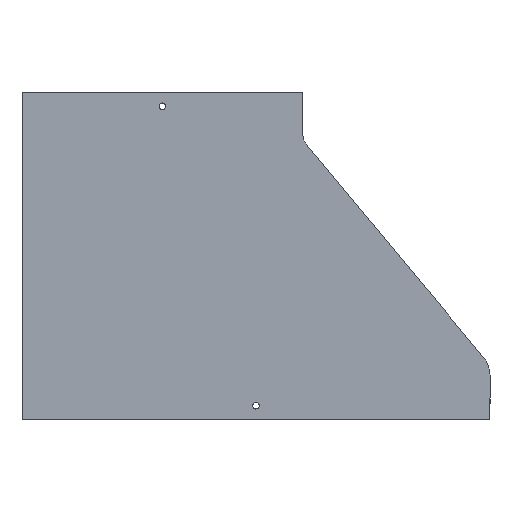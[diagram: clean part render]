
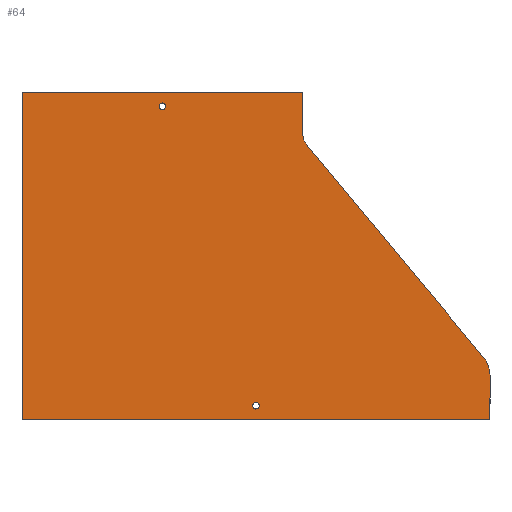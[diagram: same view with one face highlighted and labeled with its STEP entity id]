
A CAD part, front view. The second image highlights one B-rep face of the part: STEP entity #64.
In plain terms, the highlighted planar face has unit normal (0, -1, 0).
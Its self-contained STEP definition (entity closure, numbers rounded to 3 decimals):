
#64 = ADVANCED_FACE ( 'NONE', ( #1142, #1147, #1140 ), #538, .F. ) ;
#68 = CARTESIAN_POINT ( 'NONE',  ( 250., 0., -335. ) ) ;
#69 = DIRECTION ( 'NONE',  ( 0., -1., 0. ) ) ;
#70 = DIRECTION ( 'NONE',  ( 0., 0., -1. ) ) ;
#74 = CARTESIAN_POINT ( 'NONE',  ( -500., 0., -350. ) ) ;
#75 = DIRECTION ( 'NONE',  ( -1., 0., 0. ) ) ;
#80 = CARTESIAN_POINT ( 'NONE',  ( -300., 0., 0. ) ) ;
#81 = DIRECTION ( 'NONE',  ( 1., 0., 0. ) ) ;
#110 = CARTESIAN_POINT ( 'NONE',  ( 150., 0., -18.5 ) ) ;
#111 = CARTESIAN_POINT ( 'NONE',  ( 250., 0., -338.5 ) ) ;
#160 = AXIS2_PLACEMENT_3D ( 'NONE', #68, #69, #70 ) ;
#161 = AXIS2_PLACEMENT_3D ( 'NONE', #1371, #1372, #1373 ) ;
#162 = AXIS2_PLACEMENT_3D ( 'NONE', #1366, #1367, #1368 ) ;
#163 = AXIS2_PLACEMENT_3D ( 'NONE', #1362, #1363, #1364 ) ;
#214 = AXIS2_PLACEMENT_3D ( 'NONE', #541, #547, #526 ) ;
#438 = CARTESIAN_POINT ( 'NONE',  ( 0., 0., 0. ) ) ;
#459 = CARTESIAN_POINT ( 'NONE',  ( 500., 0., -350. ) ) ;
#482 = CARTESIAN_POINT ( 'NONE',  ( 500., 0., -302.241 ) ) ;
#499 = CARTESIAN_POINT ( 'NONE',  ( 0., 0., -350. ) ) ;
#507 = CARTESIAN_POINT ( 'NONE',  ( 300., 0., -44.139 ) ) ;
#518 = CARTESIAN_POINT ( 'NONE',  ( 493.047, 0., -283.035 ) ) ;
#526 = DIRECTION ( 'NONE',  ( 0., 0., 1. ) ) ;
#538 = PLANE ( 'NONE',  #214 ) ;
#541 = CARTESIAN_POINT ( 'NONE',  ( -320., 0., -44.139 ) ) ;
#547 = DIRECTION ( 'NONE',  ( 0., 1., 0. ) ) ;
#557 = CARTESIAN_POINT ( 'NONE',  ( 300., 0., 0. ) ) ;
#561 = CARTESIAN_POINT ( 'NONE',  ( 304.636, 0., -56.942 ) ) ;
#671 = ORIENTED_EDGE ( 'NONE', *, *, #1525, .F. ) ;
#672 = ORIENTED_EDGE ( 'NONE', *, *, #1522, .F. ) ;
#673 = ORIENTED_EDGE ( 'NONE', *, *, #1531, .F. ) ;
#674 = ORIENTED_EDGE ( 'NONE', *, *, #1521, .F. ) ;
#675 = ORIENTED_EDGE ( 'NONE', *, *, #1528, .F. ) ;
#676 = ORIENTED_EDGE ( 'NONE', *, *, #1471, .T. ) ;
#677 = ORIENTED_EDGE ( 'NONE', *, *, #1520, .T. ) ;
#678 = ORIENTED_EDGE ( 'NONE', *, *, #1519, .T. ) ;
#679 = ORIENTED_EDGE ( 'NONE', *, *, #1518, .T. ) ;
#680 = ORIENTED_EDGE ( 'NONE', *, *, #1485, .T. ) ;
#891 = EDGE_LOOP ( 'NONE', ( #673, #674, #675, #676, #677, #678, #679, #680 ) ) ;
#895 = EDGE_LOOP ( 'NONE', ( #671 ) ) ;
#939 = EDGE_LOOP ( 'NONE', ( #672 ) ) ;
#965 = VERTEX_POINT ( 'NONE', #561 ) ;
#969 = VERTEX_POINT ( 'NONE', #557 ) ;
#995 = VERTEX_POINT ( 'NONE', #459 ) ;
#1012 = VERTEX_POINT ( 'NONE', #482 ) ;
#1023 = VERTEX_POINT ( 'NONE', #499 ) ;
#1032 = VERTEX_POINT ( 'NONE', #518 ) ;
#1033 = VERTEX_POINT ( 'NONE', #438 ) ;
#1045 = VERTEX_POINT ( 'NONE', #507 ) ;
#1140 = FACE_OUTER_BOUND ( 'NONE', #891, .T. ) ;
#1142 = FACE_BOUND ( 'NONE', #895, .T. ) ;
#1147 = FACE_BOUND ( 'NONE', #939, .T. ) ;
#1253 = CARTESIAN_POINT ( 'NONE',  ( 500., 0., -302.241 ) ) ;
#1254 = DIRECTION ( 'NONE',  ( 0., 0., 1. ) ) ;
#1276 = CARTESIAN_POINT ( 'NONE',  ( 300., 0., 0. ) ) ;
#1286 = DIRECTION ( 'NONE',  ( 0., 0., 1. ) ) ;
#1352 = DIRECTION ( 'NONE',  ( -0.64, 0., 0.768 ) ) ;
#1358 = CARTESIAN_POINT ( 'NONE',  ( 304.636, 0., -56.942 ) ) ;
#1360 = CARTESIAN_POINT ( 'NONE',  ( 0., 0., 0. ) ) ;
#1361 = DIRECTION ( 'NONE',  ( 0., 0., 1. ) ) ;
#1362 = CARTESIAN_POINT ( 'NONE',  ( 320., 0., -44.139 ) ) ;
#1363 = DIRECTION ( 'NONE',  ( 0., 1., 0. ) ) ;
#1364 = DIRECTION ( 'NONE',  ( 0., 0., 1. ) ) ;
#1366 = CARTESIAN_POINT ( 'NONE',  ( 470., 0., -302.241 ) ) ;
#1367 = DIRECTION ( 'NONE',  ( 0., -1., 0. ) ) ;
#1368 = DIRECTION ( 'NONE',  ( 0., 0., 1. ) ) ;
#1371 = CARTESIAN_POINT ( 'NONE',  ( 150., 0., -15. ) ) ;
#1372 = DIRECTION ( 'NONE',  ( 0., -1., 0. ) ) ;
#1373 = DIRECTION ( 'NONE',  ( 0., 0., -1. ) ) ;
#1471 = EDGE_CURVE ( 'NONE', #995, #1012, #1666, .T. ) ;
#1485 = EDGE_CURVE ( 'NONE', #1045, #969, #1686, .T. ) ;
#1518 = EDGE_CURVE ( 'NONE', #965, #1045, #1744, .T. ) ;
#1519 = EDGE_CURVE ( 'NONE', #1032, #965, #1749, .T. ) ;
#1520 = EDGE_CURVE ( 'NONE', #1012, #1032, #1750, .T. ) ;
#1521 = EDGE_CURVE ( 'NONE', #1023, #1033, #1752, .T. ) ;
#1522 = EDGE_CURVE ( 'NONE', #1792, #1792, #1747, .T. ) ;
#1525 = EDGE_CURVE ( 'NONE', #1793, #1793, #1759, .T. ) ;
#1528 = EDGE_CURVE ( 'NONE', #995, #1023, #1764, .T. ) ;
#1531 = EDGE_CURVE ( 'NONE', #1033, #969, #1769, .T. ) ;
#1666 = LINE ( 'NONE', #1253, #1669 ) ;
#1669 = VECTOR ( 'NONE', #1254, 1000. ) ;
#1686 = LINE ( 'NONE', #1276, #1693 ) ;
#1693 = VECTOR ( 'NONE', #1286, 1000. ) ;
#1744 = CIRCLE ( 'NONE', #163, 20. ) ;
#1747 = CIRCLE ( 'NONE', #161, 3.5 ) ;
#1749 = LINE ( 'NONE', #1358, #1751 ) ;
#1750 = CIRCLE ( 'NONE', #162, 30. ) ;
#1751 = VECTOR ( 'NONE', #1352, 1000. ) ;
#1752 = LINE ( 'NONE', #1360, #1754 ) ;
#1754 = VECTOR ( 'NONE', #1361, 1000. ) ;
#1759 = CIRCLE ( 'NONE', #160, 3.5 ) ;
#1764 = LINE ( 'NONE', #74, #1766 ) ;
#1766 = VECTOR ( 'NONE', #75, 1000. ) ;
#1769 = LINE ( 'NONE', #80, #1772 ) ;
#1772 = VECTOR ( 'NONE', #81, 1000. ) ;
#1792 = VERTEX_POINT ( 'NONE', #110 ) ;
#1793 = VERTEX_POINT ( 'NONE', #111 ) ;
